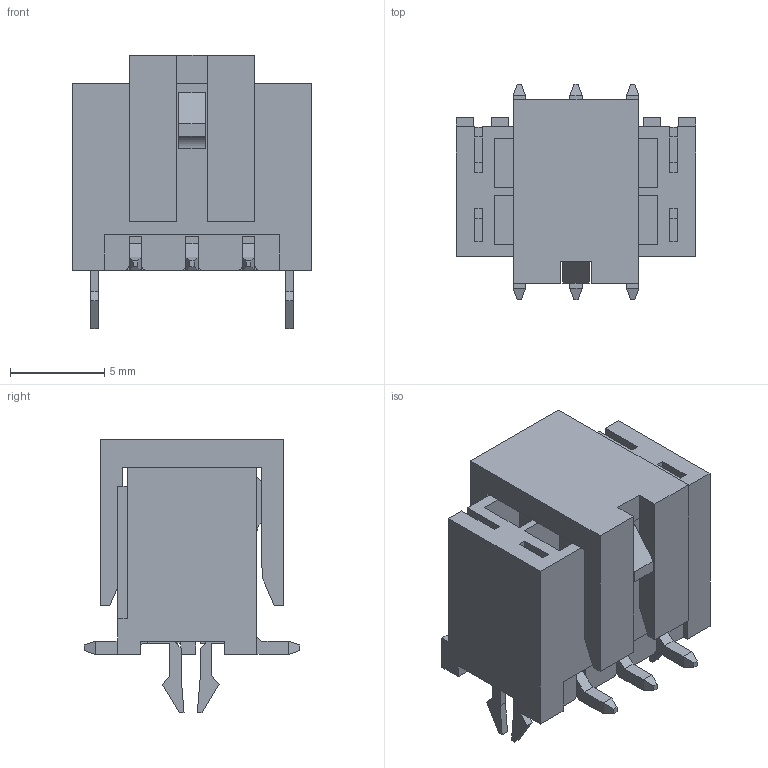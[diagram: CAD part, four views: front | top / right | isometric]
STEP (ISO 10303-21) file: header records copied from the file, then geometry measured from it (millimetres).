
FILE_DESCRIPTION(/* description */ ('Unknown'),/* implementation_level */ '2;1');
FILE_NAME(/* name */ '662306235922',/* time_stamp */ '2017-07-06T09:56:30+02:00',/* author */ ('Unknown'),/* organization */ ('Unknown'),/* preprocessor_version */ 'ST-DEVELOPER v16.7',/* originating_system */ 'DEX',/* authorisation */ $);
FILE_SCHEMA (('AUTOMOTIVE_DESIGN {1 0 10303 214 3 1 1}'));
Length unit declared in the file: millimetre
Products named in the file (5): 6623xx235922; 662006235922; 6620xx235922; 6623xx231822_Cap1; 6620xx235922_PIN
Assembly tree (10 placements, depth 2):
  6623xx235922
    662006235922
    6620xx235922  x2
    6623xx231822_Cap1
    6620xx235922_PIN  x6
Bounding box: 12.7 x 11.4 x 14.5 mm (x, y, z)
Volume: 719.7 mm3; surface area: 1971.9 mm2
Topology: 10 solids, 10 shells, 437 faces, 1216 edges, 794 vertices
Faces by surface type: plane 416, cylinder 21
Entity records: 9431 total; most frequent: CARTESIAN_POINT 1674, ORIENTED_EDGE 1660, DIRECTION 1448, EDGE_CURVE 830, LINE 800, VECTOR 800, VERTEX_POINT 550, AXIS2_PLACEMENT_3D 324
